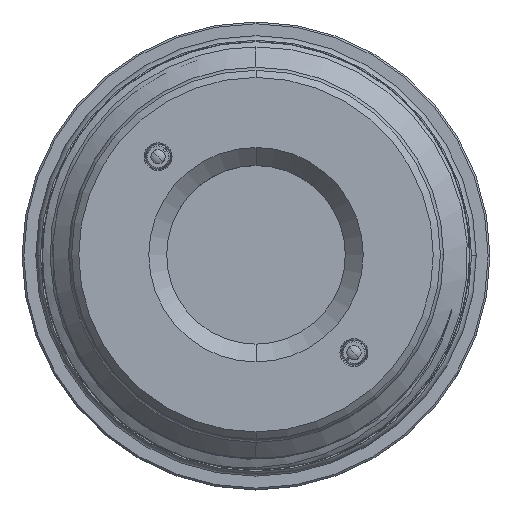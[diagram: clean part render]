
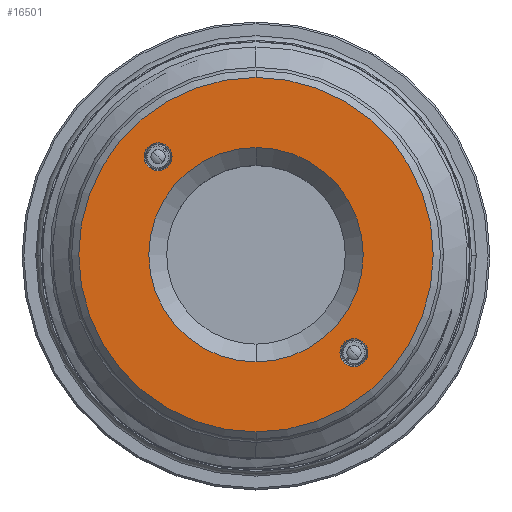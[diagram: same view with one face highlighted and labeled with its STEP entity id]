
A CAD part, top view. The second image highlights one B-rep face of the part: STEP entity #16501.
In plain terms, the highlighted planar face has unit normal (0, 0, 1).
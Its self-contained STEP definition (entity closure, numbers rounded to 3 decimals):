
#70 = DIRECTION ( 'NONE',  ( 0., 0., 1. ) ) ;
#71 = AXIS2_PLACEMENT_3D ( 'NONE', #4541, #70, #10186 ) ;
#391 = DIRECTION ( 'NONE',  ( 0., 0., -1. ) ) ;
#411 = CARTESIAN_POINT ( 'NONE',  ( 10.96, -10.96, 85.95 ) ) ;
#1052 = DIRECTION ( 'NONE',  ( 0., 1., 0. ) ) ;
#1129 = ORIENTED_EDGE ( 'NONE', *, *, #14984, .T. ) ;
#1174 = AXIS2_PLACEMENT_3D ( 'NONE', #2683, #17395, #12945 ) ;
#1251 = FACE_BOUND ( 'NONE', #5072, .T. ) ;
#1645 = CARTESIAN_POINT ( 'NONE',  ( -10.96, 9.399, 85.95 ) ) ;
#1723 = ORIENTED_EDGE ( 'NONE', *, *, #4544, .T. ) ;
#1929 = EDGE_CURVE ( 'NONE', #11709, #7761, #7047, .T. ) ;
#2033 = CARTESIAN_POINT ( 'NONE',  ( 0., 19.84, 85.95 ) ) ;
#2144 = ORIENTED_EDGE ( 'NONE', *, *, #1929, .T. ) ;
#2530 = EDGE_CURVE ( 'NONE', #11288, #4012, #13913, .T. ) ;
#2683 = CARTESIAN_POINT ( 'NONE',  ( 0., 0., 85.95 ) ) ;
#2822 = CARTESIAN_POINT ( 'NONE',  ( 0., 0., 85.95 ) ) ;
#2921 = DIRECTION ( 'NONE',  ( 0., 1., 0. ) ) ;
#3028 = CIRCLE ( 'NONE', #5234, 1.561 ) ;
#3260 = EDGE_CURVE ( 'NONE', #4012, #11288, #6333, .T. ) ;
#3292 = FACE_OUTER_BOUND ( 'NONE', #4086, .T. ) ;
#3868 = VERTEX_POINT ( 'NONE', #13375 ) ;
#4012 = VERTEX_POINT ( 'NONE', #2033 ) ;
#4086 = EDGE_LOOP ( 'NONE', ( #15922, #13235 ) ) ;
#4529 = EDGE_LOOP ( 'NONE', ( #2144, #18092 ) ) ;
#4541 = CARTESIAN_POINT ( 'NONE',  ( 0., 20.64, 85.95 ) ) ;
#4544 = EDGE_CURVE ( 'NONE', #13781, #3868, #4695, .T. ) ;
#4695 = CIRCLE ( 'NONE', #6242, 12. ) ;
#4747 = DIRECTION ( 'NONE',  ( 0., -1., 0. ) ) ;
#5072 = EDGE_LOOP ( 'NONE', ( #18138, #16595 ) ) ;
#5132 = FACE_BOUND ( 'NONE', #8898, .T. ) ;
#5234 = AXIS2_PLACEMENT_3D ( 'NONE', #411, #7636, #7512 ) ;
#5539 = DIRECTION ( 'NONE',  ( 0., 1., 0. ) ) ;
#6242 = AXIS2_PLACEMENT_3D ( 'NONE', #15934, #11379, #5539 ) ;
#6333 = CIRCLE ( 'NONE', #16154, 19.84 ) ;
#6545 = VERTEX_POINT ( 'NONE', #6977 ) ;
#6977 = CARTESIAN_POINT ( 'NONE',  ( 10.96, -9.399, 85.95 ) ) ;
#7047 = CIRCLE ( 'NONE', #18574, 1.561 ) ;
#7283 = EDGE_CURVE ( 'NONE', #7761, #11709, #11100, .T. ) ;
#7512 = DIRECTION ( 'NONE',  ( 0., 1., 0. ) ) ;
#7624 = CARTESIAN_POINT ( 'NONE',  ( 0., -19.84, 85.95 ) ) ;
#7636 = DIRECTION ( 'NONE',  ( 0., 0., -1. ) ) ;
#7761 = VERTEX_POINT ( 'NONE', #1645 ) ;
#8004 = CARTESIAN_POINT ( 'NONE',  ( 10.96, -12.521, 85.95 ) ) ;
#8352 = CARTESIAN_POINT ( 'NONE',  ( 10.96, -10.96, 85.95 ) ) ;
#8715 = CARTESIAN_POINT ( 'NONE',  ( 0., 0., 85.95 ) ) ;
#8898 = EDGE_LOOP ( 'NONE', ( #1129, #1723 ) ) ;
#9207 = CIRCLE ( 'NONE', #17397, 1.561 ) ;
#9323 = CIRCLE ( 'NONE', #1174, 12. ) ;
#9486 = AXIS2_PLACEMENT_3D ( 'NONE', #9842, #12936, #11340 ) ;
#9842 = CARTESIAN_POINT ( 'NONE',  ( -10.96, 10.96, 85.95 ) ) ;
#10136 = EDGE_CURVE ( 'NONE', #18995, #6545, #9207, .T. ) ;
#10186 = DIRECTION ( 'NONE',  ( 0., 1., 0. ) ) ;
#10353 = CARTESIAN_POINT ( 'NONE',  ( 0., -12., 85.95 ) ) ;
#11100 = CIRCLE ( 'NONE', #9486, 1.561 ) ;
#11103 = DIRECTION ( 'NONE',  ( 0., 0., -1. ) ) ;
#11288 = VERTEX_POINT ( 'NONE', #7624 ) ;
#11340 = DIRECTION ( 'NONE',  ( 0., -1., 0. ) ) ;
#11379 = DIRECTION ( 'NONE',  ( 0., 0., -1. ) ) ;
#11709 = VERTEX_POINT ( 'NONE', #12805 ) ;
#11860 = PLANE ( 'NONE',  #71 ) ;
#12805 = CARTESIAN_POINT ( 'NONE',  ( -10.96, 12.521, 85.95 ) ) ;
#12936 = DIRECTION ( 'NONE',  ( 0., 0., -1. ) ) ;
#12945 = DIRECTION ( 'NONE',  ( 0., 1., 0. ) ) ;
#13235 = ORIENTED_EDGE ( 'NONE', *, *, #3260, .T. ) ;
#13375 = CARTESIAN_POINT ( 'NONE',  ( 0., 12., 85.95 ) ) ;
#13781 = VERTEX_POINT ( 'NONE', #10353 ) ;
#13913 = CIRCLE ( 'NONE', #18945, 19.84 ) ;
#14984 = EDGE_CURVE ( 'NONE', #3868, #13781, #9323, .T. ) ;
#15922 = ORIENTED_EDGE ( 'NONE', *, *, #2530, .T. ) ;
#15923 = FACE_BOUND ( 'NONE', #4529, .T. ) ;
#15934 = CARTESIAN_POINT ( 'NONE',  ( 0., 0., 85.95 ) ) ;
#16047 = DIRECTION ( 'NONE',  ( 0., 0., 1. ) ) ;
#16154 = AXIS2_PLACEMENT_3D ( 'NONE', #8715, #18951, #2921 ) ;
#16501 = ADVANCED_FACE ( 'NONE', ( #15923, #5132, #3292, #1251 ), #11860, .T. ) ;
#16595 = ORIENTED_EDGE ( 'NONE', *, *, #17186, .T. ) ;
#17186 = EDGE_CURVE ( 'NONE', #6545, #18995, #3028, .T. ) ;
#17342 = DIRECTION ( 'NONE',  ( 0., 1., 0. ) ) ;
#17395 = DIRECTION ( 'NONE',  ( 0., 0., -1. ) ) ;
#17397 = AXIS2_PLACEMENT_3D ( 'NONE', #8352, #11103, #1052 ) ;
#18092 = ORIENTED_EDGE ( 'NONE', *, *, #7283, .T. ) ;
#18138 = ORIENTED_EDGE ( 'NONE', *, *, #10136, .T. ) ;
#18146 = CARTESIAN_POINT ( 'NONE',  ( -10.96, 10.96, 85.95 ) ) ;
#18574 = AXIS2_PLACEMENT_3D ( 'NONE', #18146, #391, #4747 ) ;
#18945 = AXIS2_PLACEMENT_3D ( 'NONE', #2822, #16047, #17342 ) ;
#18951 = DIRECTION ( 'NONE',  ( 0., 0., 1. ) ) ;
#18995 = VERTEX_POINT ( 'NONE', #8004 ) ;
